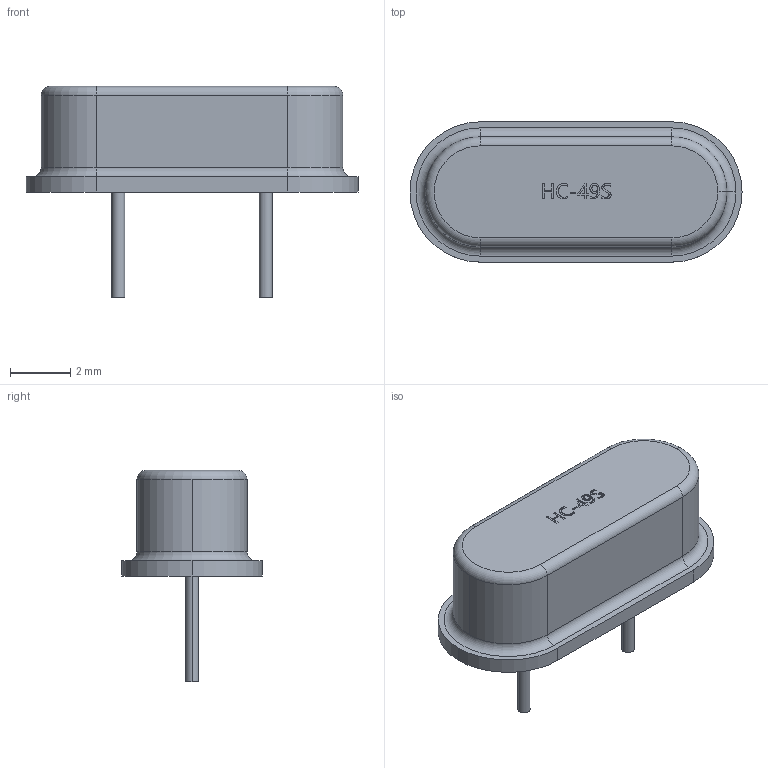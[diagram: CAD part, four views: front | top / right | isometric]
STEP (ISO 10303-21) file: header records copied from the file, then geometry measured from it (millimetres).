
FILE_DESCRIPTION (( 'STEP AP214' ), '1' );
FILE_NAME ('HC-49US_L11.0-W4.7-H3.5-P4.88.step', '2022-06-24T03:54:01', ( '' ), ( '' ), 'SwSTEP 2.0', 'SolidWorks 2020', '' );
FILE_SCHEMA (( 'AUTOMOTIVE_DESIGN' ));
Length unit declared in the file: millimetre
Products named in the file (1): HC-49US_L11.0-W4.7-H3.5-P4.88
Bounding box: 11 x 4.65 x 7 mm (x, y, z)
Volume: 125.2 mm3; surface area: 182.8 mm2
Topology: 1 solids, 1 shells, 388 faces, 1039 edges, 690 vertices
Faces by surface type: plane 221, bspline 147, cylinder 14, torus 6
Entity records: 19345 total; most frequent: CARTESIAN_POINT 6321, ORIENTED_EDGE 2078, DIRECTION 1263, EDGE_CURVE 1039, VECTOR 703, LINE 703, VERTEX_POINT 690, EDGE_LOOP 425
